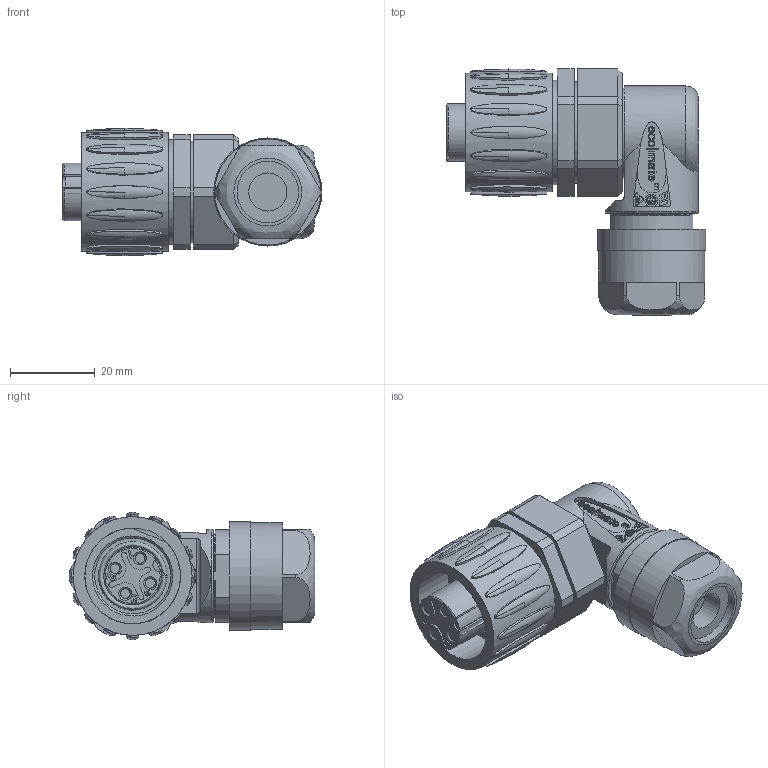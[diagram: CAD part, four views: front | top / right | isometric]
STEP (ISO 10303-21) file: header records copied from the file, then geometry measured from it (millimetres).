
FILE_DESCRIPTION(/* description */ (''),/* implementation_level */ '2;1');
FILE_NAME(/* name */ 'c016 20f003 x00 1xnxc001-02.stp',/* time_stamp */ '2019-07-08T09:44:37+02:00',/* author */ (''),/* organization */ (''),/* preprocessor_version */ 'ST-DEVELOPER v16.7',/* originating_system */ 'SIEMENS PLM Software NX 12.0',/* authorisation */ '');
FILE_SCHEMA (('AUTOMOTIVE_DESIGN { 1 0 10303 214 3 1 1 1 }'));
Length unit declared in the file: millimetre
Products named in the file (1): c016 20f003 x00 1xnxc001-02
Bounding box: 61.25 x 58 x 30 mm (x, y, z)
Volume: 39570.7 mm3; surface area: 18274.1 mm2
Topology: 2 solids, 4 shells, 1083 faces, 3035 edges, 1952 vertices
Faces by surface type: plane 664, cylinder 233, bspline 116, cone 41, extrusion 27, revolution 2
Full cylindrical faces by diameter (mm): 1.837 x1, 2.3 x4, 9 x1, 10 x1, 13.6 x1, 14.2 x1, 14.5 x1, 16 x1, 16.1 x1, 16.2 x1, 17 x1, 17.5 x1, 17.7 x2, 17.8 x1, 19.4 x1, 20 x1, 21 x1, 22 x1, 22.6 x1, 23 x1, 24 x1, 24.7 x1, 24.9 x1, 25 x2, 25.5 x1, 28 x1
Entity records: 40833 total; most frequent: CARTESIAN_POINT 14488, ORIENTED_EDGE 5786, DIRECTION 4960, EDGE_CURVE 2893, VERTEX_POINT 1926, VECTOR 1788, LINE 1761, AXIS2_PLACEMENT_3D 1585
